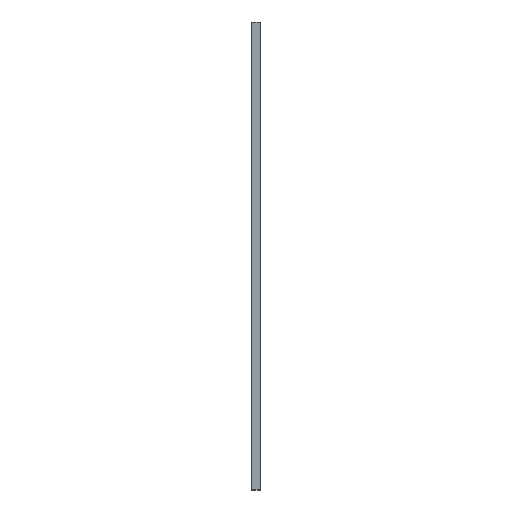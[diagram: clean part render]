
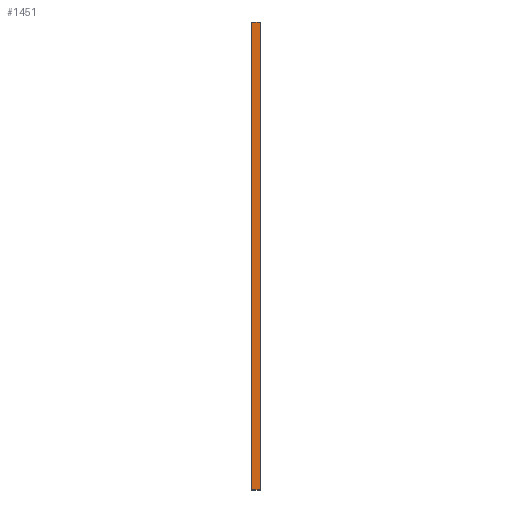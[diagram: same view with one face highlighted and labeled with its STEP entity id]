
A CAD part, top view. The second image highlights one B-rep face of the part: STEP entity #1451.
In plain terms, the highlighted planar face has unit normal (0, 0, 1).
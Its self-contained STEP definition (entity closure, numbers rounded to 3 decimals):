
#134 = DIRECTION ( 'NONE',  ( 0., -1., 0. ) ) ;
#139 = VECTOR ( 'NONE', #134, 1000. ) ;
#150 = CARTESIAN_POINT ( 'NONE',  ( -1.5, -82.5, 46. ) ) ;
#206 = CARTESIAN_POINT ( 'NONE',  ( -1.5, 85.5, 46. ) ) ;
#222 = DIRECTION ( 'NONE',  ( 0., 0., -1. ) ) ;
#269 = ORIENTED_EDGE ( 'NONE', *, *, #600, .T. ) ;
#456 = VERTEX_POINT ( 'NONE', #1084 ) ;
#471 = LINE ( 'NONE', #1620, #654 ) ;
#481 = EDGE_CURVE ( 'NONE', #1143, #456, #471, .T. ) ;
#527 = LINE ( 'NONE', #1415, #728 ) ;
#599 = EDGE_LOOP ( 'NONE', ( #269, #1274, #1472, #1494 ) ) ;
#600 = EDGE_CURVE ( 'NONE', #1410, #456, #1195, .T. ) ;
#625 = LINE ( 'NONE', #1411, #673 ) ;
#641 = PLANE ( 'NONE',  #1493 ) ;
#654 = VECTOR ( 'NONE', #1371, 1000. ) ;
#673 = VECTOR ( 'NONE', #841, 1000. ) ;
#728 = VECTOR ( 'NONE', #1578, 1000. ) ;
#841 = DIRECTION ( 'NONE',  ( -1., 0., 0. ) ) ;
#998 = FACE_OUTER_BOUND ( 'NONE', #599, .T. ) ;
#1078 = CARTESIAN_POINT ( 'NONE',  ( 1.5, 85.5, 46. ) ) ;
#1084 = CARTESIAN_POINT ( 'NONE',  ( -1.5, -85.5, 46. ) ) ;
#1126 = EDGE_CURVE ( 'NONE', #1500, #1410, #625, .T. ) ;
#1143 = VERTEX_POINT ( 'NONE', #1402 ) ;
#1195 = LINE ( 'NONE', #150, #139 ) ;
#1274 = ORIENTED_EDGE ( 'NONE', *, *, #481, .F. ) ;
#1371 = DIRECTION ( 'NONE',  ( -1., 0., 0. ) ) ;
#1402 = CARTESIAN_POINT ( 'NONE',  ( 1.5, -85.5, 46. ) ) ;
#1410 = VERTEX_POINT ( 'NONE', #206 ) ;
#1411 = CARTESIAN_POINT ( 'NONE',  ( 1.5, 85.5, 46. ) ) ;
#1415 = CARTESIAN_POINT ( 'NONE',  ( 1.5, 82.5, 46. ) ) ;
#1451 = ADVANCED_FACE ( 'NONE', ( #998 ), #641, .F. ) ;
#1472 = ORIENTED_EDGE ( 'NONE', *, *, #1733, .F. ) ;
#1493 = AXIS2_PLACEMENT_3D ( 'NONE', #1785, #222, #1498 ) ;
#1494 = ORIENTED_EDGE ( 'NONE', *, *, #1126, .T. ) ;
#1498 = DIRECTION ( 'NONE',  ( -1., 0., 0. ) ) ;
#1500 = VERTEX_POINT ( 'NONE', #1078 ) ;
#1578 = DIRECTION ( 'NONE',  ( 0., -1., 0. ) ) ;
#1620 = CARTESIAN_POINT ( 'NONE',  ( 1.5, -85.5, 46. ) ) ;
#1733 = EDGE_CURVE ( 'NONE', #1500, #1143, #527, .T. ) ;
#1785 = CARTESIAN_POINT ( 'NONE',  ( 1.5, -82.5, 46. ) ) ;
